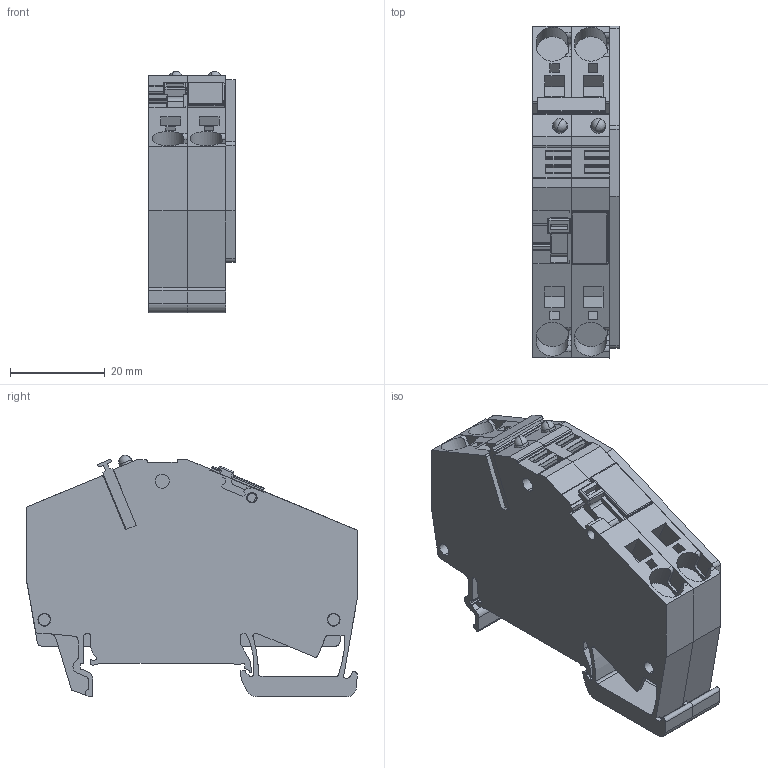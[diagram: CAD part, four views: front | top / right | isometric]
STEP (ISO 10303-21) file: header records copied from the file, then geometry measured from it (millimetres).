
FILE_DESCRIPTION(('CATIA V5R22 STEP214','CAx-IF Rec.Pracs.--- Model Styling and Organization---1.4--- 2014-01-23'),'2;1');
FILE_NAME ('032650-3_0', '2021-04-13T04:55:53+00:00', ('Weidmueller Interface'), ('Weidmueller'), 'CATIA Version 5-6 Release 2016 SP3 HF44', 'CATIA V5 STEP AP214', 'none');
FILE_SCHEMA(('AUTOMOTIVE_DESIGN { 1 0 10303 214 1 1 1 1 }'));
Length unit declared in the file: millimetre
Products named in the file (1): ZTR 6-2_AllCATPart
Bounding box: 18.2 x 69.99 x 50.93 mm (x, y, z)
Volume: 43304.5 mm3; surface area: 24226 mm2
Topology: 8 solids, 8 shells, 642 faces, 1846 edges, 1230 vertices
Faces by surface type: plane 383, cylinder 240, cone 7, bspline 4, sphere 4, torus 4
Entity records: 20887 total; most frequent: CARTESIAN_POINT 4486, ORIENTED_EDGE 3680, DIRECTION 2866, EDGE_CURVE 1840, VECTOR 1285, LINE 1285, VERTEX_POINT 1230, AXIS2_PLACEMENT_3D 1024
